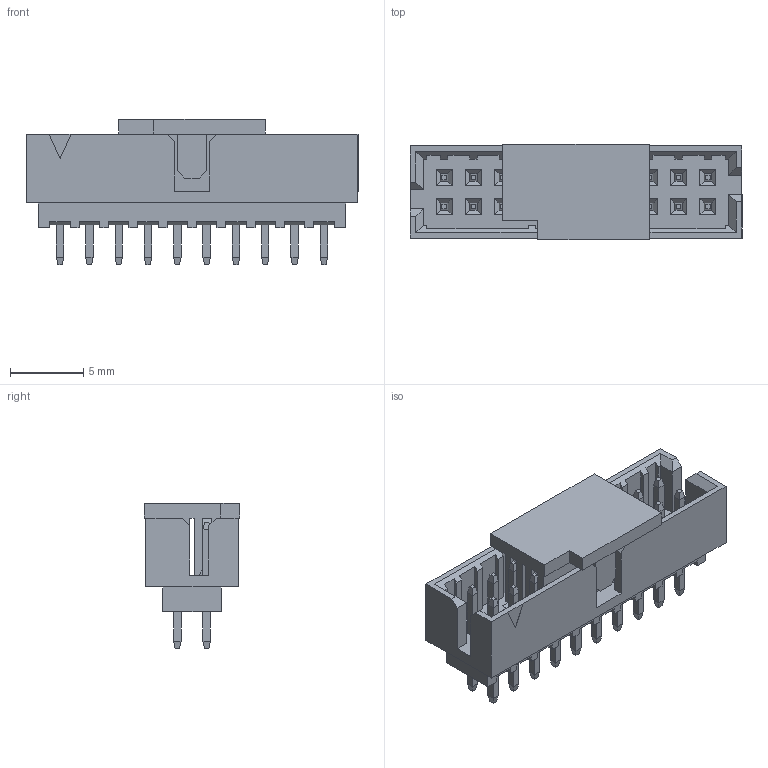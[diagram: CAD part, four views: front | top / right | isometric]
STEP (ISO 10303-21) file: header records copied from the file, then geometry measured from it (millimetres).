
FILE_DESCRIPTION( ('This file contains a STEP AP42 implementation' ,'as created by ZW3D STEP Interface translator.') ,'2;1' );
FILE_NAME( '3121A-XXSXXBK00X1.stp' ,'2312 5.163224', (''), ('ZWCAD Software Co.'), 'Version 1.0', 'ZW3D to STEP translator', '' );
FILE_SCHEMA(('AUTOMOTIVE_DESIGN { 1 0 10303 214 1 1 1 1 }'));
Length unit declared in the file: millimetre
Products named in the file (1): 0
Bounding box: 22.65 x 6.5 x 9.9 mm (x, y, z)
Volume: 557 mm3; surface area: 1618.3 mm2
Topology: 2 solids, 2 shells, 730 faces, 1744 edges, 1040 vertices
Faces by surface type: plane 712, cylinder 16, bspline 2
Entity records: 21134 total; most frequent: CARTESIAN_POINT 4031, ORIENTED_EDGE 3488, DIRECTION 3064, EDGE_CURVE 1744, VECTOR 1542, LINE 1542, VERTEX_POINT 1040, AXIS2_PLACEMENT_3D 761
